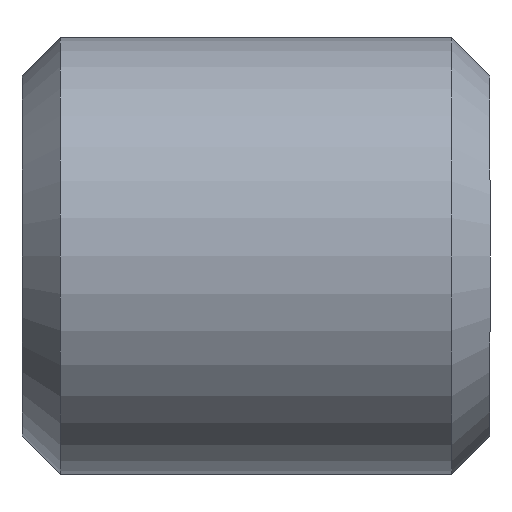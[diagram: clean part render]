
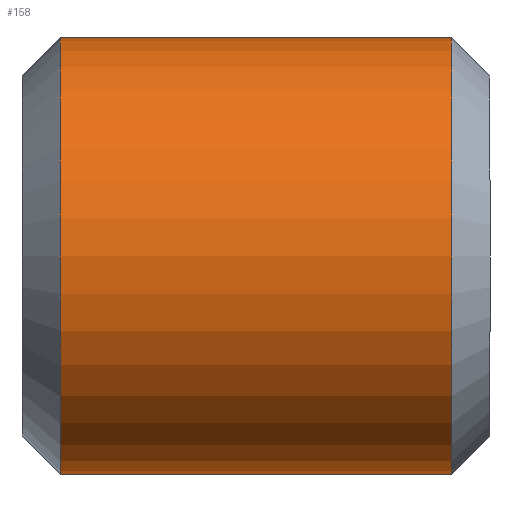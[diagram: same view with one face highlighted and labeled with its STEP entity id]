
A CAD part, left-side view. The second image highlights one B-rep face of the part: STEP entity #158.
In plain terms, the highlighted cylindrical face has radius 7 mm (diameter 14 mm), a partial arc.
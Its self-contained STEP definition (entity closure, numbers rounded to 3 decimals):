
#4 = ORIENTED_EDGE ( 'NONE', *, *, #226, .F. ) ;
#7 = ORIENTED_EDGE ( 'NONE', *, *, #353, .T. ) ;
#17 = VECTOR ( 'NONE', #271, 1000. ) ;
#26 = CARTESIAN_POINT ( 'NONE',  ( 0., 0., -7. ) ) ;
#44 = CYLINDRICAL_SURFACE ( 'NONE', #279, 7. ) ;
#47 = CARTESIAN_POINT ( 'NONE',  ( 0., 0., 7. ) ) ;
#65 = VERTEX_POINT ( 'NONE', #293 ) ;
#66 = ORIENTED_EDGE ( 'NONE', *, *, #171, .F. ) ;
#73 = CARTESIAN_POINT ( 'NONE',  ( 0., -13.773, 0. ) ) ;
#91 = VERTEX_POINT ( 'NONE', #389 ) ;
#98 = CIRCLE ( 'NONE', #315, 7. ) ;
#115 = CARTESIAN_POINT ( 'NONE',  ( 0., -1.227, 7. ) ) ;
#155 = CARTESIAN_POINT ( 'NONE',  ( 0., -1.227, 0. ) ) ;
#158 = ADVANCED_FACE ( 'CYL_1', ( #356 ), #44, .T. ) ;
#171 = EDGE_CURVE ( 'NONE', #65, #259, #98, .T. ) ;
#209 = LINE ( 'NONE', #47, #17 ) ;
#216 = CARTESIAN_POINT ( 'NONE',  ( 0., -13.773, -7. ) ) ;
#226 = EDGE_CURVE ( 'NONE', #256, #65, #209, .T. ) ;
#240 = DIRECTION ( 'NONE',  ( 0., 0., 1. ) ) ;
#243 = EDGE_CURVE ( 'NONE', #91, #259, #364, .T. ) ;
#247 = DIRECTION ( 'NONE',  ( 0., -1., 0. ) ) ;
#249 = DIRECTION ( 'NONE',  ( 0., -1., 0. ) ) ;
#254 = EDGE_LOOP ( 'NONE', ( #7, #288, #66, #4 ) ) ;
#256 = VERTEX_POINT ( 'NONE', #115 ) ;
#259 = VERTEX_POINT ( 'NONE', #216 ) ;
#266 = CARTESIAN_POINT ( 'NONE',  ( 0., 0., 0. ) ) ;
#270 = DIRECTION ( 'NONE',  ( 0., -1., 0. ) ) ;
#271 = DIRECTION ( 'NONE',  ( 0., -1., 0. ) ) ;
#272 = AXIS2_PLACEMENT_3D ( 'NONE', #155, #247, #334 ) ;
#279 = AXIS2_PLACEMENT_3D ( 'NONE', #266, #360, #240 ) ;
#288 = ORIENTED_EDGE ( 'NONE', *, *, #243, .T. ) ;
#293 = CARTESIAN_POINT ( 'NONE',  ( 0., -13.773, 7. ) ) ;
#307 = CIRCLE ( 'NONE', #272, 7. ) ;
#315 = AXIS2_PLACEMENT_3D ( 'NONE', #73, #270, #386 ) ;
#331 = VECTOR ( 'NONE', #249, 1000. ) ;
#334 = DIRECTION ( 'NONE',  ( 0., 0., 1. ) ) ;
#353 = EDGE_CURVE ( 'NONE', #256, #91, #307, .T. ) ;
#356 = FACE_OUTER_BOUND ( 'NONE', #254, .T. ) ;
#360 = DIRECTION ( 'NONE',  ( 0., -1., 0. ) ) ;
#364 = LINE ( 'NONE', #26, #331 ) ;
#386 = DIRECTION ( 'NONE',  ( 0., 0., 1. ) ) ;
#389 = CARTESIAN_POINT ( 'NONE',  ( 0., -1.227, -7. ) ) ;
